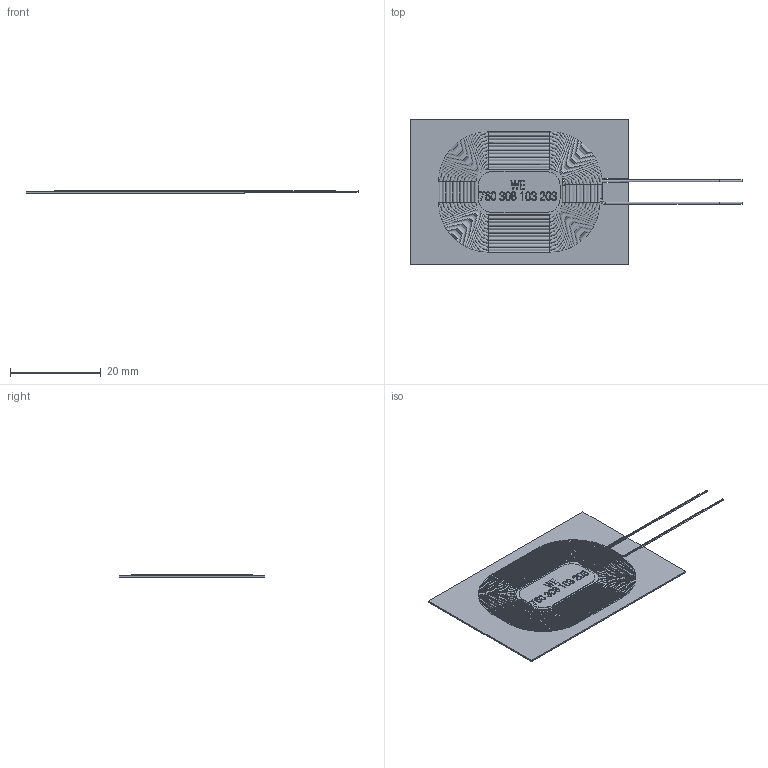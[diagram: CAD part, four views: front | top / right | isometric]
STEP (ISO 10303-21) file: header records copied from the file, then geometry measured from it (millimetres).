
FILE_DESCRIPTION( ( 'Unknown' ), '1' );
FILE_NAME( 'WE-UtWPCC_760308103203.stp', 'Unknown', ( 'Unknown' ), ( 'Unknown' ), 'PSStep 18.0.17', 'Unknown', ' ' );
FILE_SCHEMA( ( 'AUTOMOTIVE_DESIGN { 1 0 10303 214 1 1 1 1 }' ) );
Length unit declared in the file: millimetre
Products named in the file (6): Assem1; Ferrit_760308103202_203; Magnet_760308103202_203; Turns_760308103203; adehesive_tape; Release_tape
Assembly tree (5 placements, depth 2):
  Assem1
    Ferrit_760308103202_203
    Magnet_760308103202_203
    Turns_760308103203
    adehesive_tape
    Release_tape
Bounding box: 73 x 32 x 0.51 mm (x, y, z)
Volume: 615.1 mm3; surface area: 11297.3 mm2
Topology: 5 solids, 6 shells, 704 faces, 1476 edges, 809 vertices
Faces by surface type: cylinder 278, torus 263, plane 124, extrusion 33, bspline 6
Full cylindrical faces by diameter (mm): 0.15 x6
Entity records: 26836 total; most frequent: CARTESIAN_POINT 6156, DIRECTION 3410, ORIENTED_EDGE 2918, AXIS2_PLACEMENT_3D 1470, EDGE_CURVE 1459, VERTEX_POINT 809, CIRCLE 799, EDGE_LOOP 754
